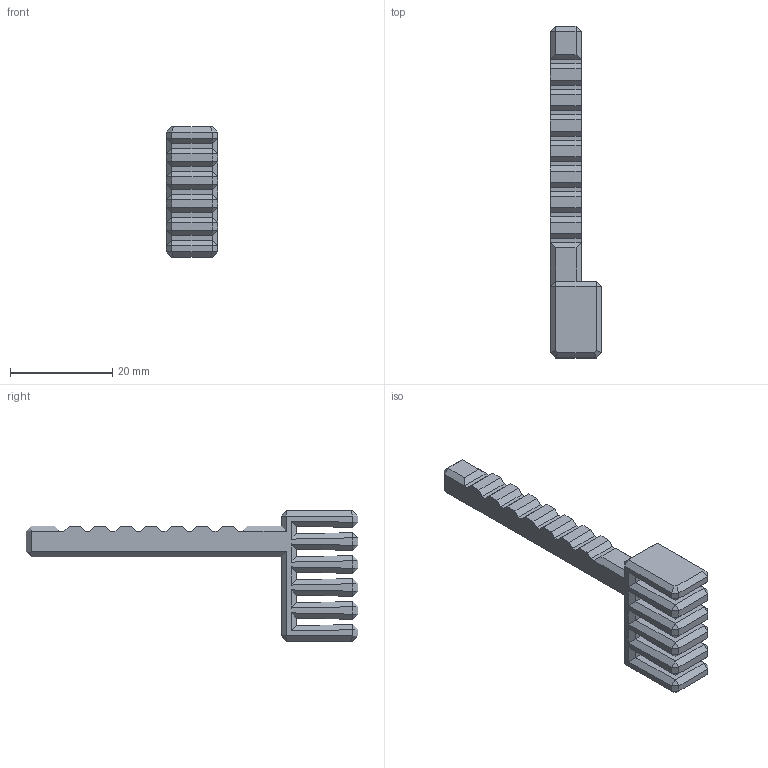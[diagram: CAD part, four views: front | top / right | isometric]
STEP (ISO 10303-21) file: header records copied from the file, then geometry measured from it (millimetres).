
FILE_DESCRIPTION(('STEP AP242'), '1');
FILE_NAME('3.1 Êðîíøòåéí äàò÷èêà îòðàæåíèÿ', '', ('UNSPECIFIED'), ('UNSPECIFIED'), 'C3D Converter', 'C3D Toolkit', '');
FILE_SCHEMA(('AP242_MANAGED_MODEL_BASED_3D_ENGINEERING_MIM_LF { 1 0 10303 442 1 1 4 }'));
Length unit declared in the file: millimetre
Bounding box: 10 x 65 x 25.5 mm (x, y, z)
Volume: 4456.4 mm3; surface area: 3451.9 mm2
Topology: 1 solids, 1 shells, 167 faces, 379 edges, 214 vertices
Faces by surface type: plane 167
Entity records: 4465 total; most frequent: CARTESIAN_POINT 761, ORIENTED_EDGE 758, DIRECTION 715, EDGE_CURVE 379, LINE 379, VECTOR 379, VERTEX_POINT 214, AXIS2_PLACEMENT_3D 168
